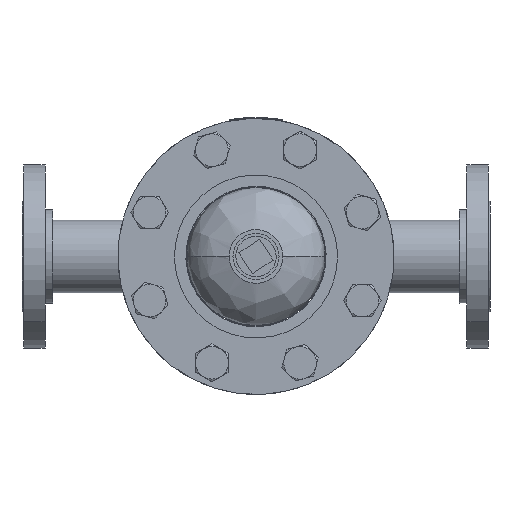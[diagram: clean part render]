
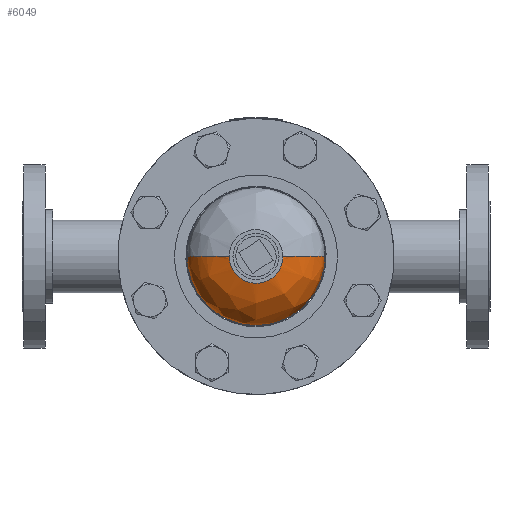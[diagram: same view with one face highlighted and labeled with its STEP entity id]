
A CAD part, front view. The second image highlights one B-rep face of the part: STEP entity #6049.
In plain terms, the highlighted free-form (B-spline) face has degree [3, 3] with [4, 4] control points.
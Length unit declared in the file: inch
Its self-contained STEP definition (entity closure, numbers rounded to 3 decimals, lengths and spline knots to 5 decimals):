
#37 = DIRECTION ( 'NONE',  ( 0., 1., 0. ) ) ;
#163 = DIRECTION ( 'NONE',  ( 1., 0., 0. ) ) ;
#167 = CARTESIAN_POINT ( 'NONE',  ( -1.68031, 2.2471, 0. ) ) ;
#189 = CARTESIAN_POINT ( 'NONE',  ( -2.25, 1.2565, -4.5 ) ) ;
#243 = CARTESIAN_POINT ( 'NONE',  ( -2.25, 1.80184, -4.5 ) ) ;
#302 = CARTESIAN_POINT ( 'NONE',  ( -2.25, 1.80184, 0. ) ) ;
#317 = ORIENTED_EDGE ( 'NONE', *, *, #5556, .F. ) ;
#565 = VERTEX_POINT ( 'NONE', #11190 ) ;
#629 = AXIS2_PLACEMENT_3D ( 'NONE', #8091, #37, #163 ) ;
#997 = EDGE_CURVE ( 'NONE', #1180, #565, #3795, .T. ) ;
#1038 = CARTESIAN_POINT ( 'NONE',  ( -2.25, 1.80184, 0. ) ) ;
#1180 = VERTEX_POINT ( 'NONE', #10671 ) ;
#1275 = VERTEX_POINT ( 'NONE', #8392 ) ;
#1292 = CARTESIAN_POINT ( 'NONE',  ( 0.75, 2.42888, 0. ) ) ;
#1612 = AXIS2_PLACEMENT_3D ( 'NONE', #4413, #9651, #10384 ) ;
#1858 = CARTESIAN_POINT ( 'NONE',  ( 1.68031, 2.2471, 0. ) ) ;
#1979 = CARTESIAN_POINT ( 'NONE',  ( -1.68031, 2.2471, 0. ) ) ;
#2069 = CARTESIAN_POINT ( 'NONE',  ( -0.75, 2.42888, 0. ) ) ;
#2447 = CARTESIAN_POINT ( 'NONE',  ( 0., 1.2565, 0. ) ) ;
#2771 = CARTESIAN_POINT ( 'NONE',  ( -2.25, 1.2565, 0. ) ) ;
#2995 =( BOUNDED_CURVE ( )  B_SPLINE_CURVE ( 3, ( #2771, #1038, #167, #8148 ),
 .UNSPECIFIED., .F., .T. ) 
 B_SPLINE_CURVE_WITH_KNOTS ( ( 4, 4 ),
 ( 0., 1.23096 ),
 .UNSPECIFIED. ) 
 CURVE ( )  GEOMETRIC_REPRESENTATION_ITEM ( )  RATIONAL_B_SPLINE_CURVE ( ( 1., 0.878, 0.878, 1. ) ) 
 REPRESENTATION_ITEM ( '' )  );
#3366 = DIRECTION ( 'NONE',  ( 0., -1., 0. ) ) ;
#3395 = ORIENTED_EDGE ( 'NONE', *, *, #7497, .F. ) ;
#3415 = VERTEX_POINT ( 'NONE', #2069 ) ;
#3724 = CARTESIAN_POINT ( 'NONE',  ( 2.25, 1.80184, -4.5 ) ) ;
#3772 = CARTESIAN_POINT ( 'NONE',  ( -1.68031, 2.2471, -3.36061 ) ) ;
#3795 = CIRCLE ( 'NONE', #6740, 2.25 ) ;
#4413 = CARTESIAN_POINT ( 'NONE',  ( 0., 2.42888, 0. ) ) ;
#4763 = CARTESIAN_POINT ( 'NONE',  ( -0.75, 2.42888, -1.5 ) ) ;
#4824 = ORIENTED_EDGE ( 'NONE', *, *, #10658, .F. ) ;
#5346 = FACE_OUTER_BOUND ( 'NONE', #8635, .T. ) ;
#5347 = ORIENTED_EDGE ( 'NONE', *, *, #997, .F. ) ;
#5556 = EDGE_CURVE ( 'NONE', #6678, #1275, #5635, .T. ) ;
#5616 = ORIENTED_EDGE ( 'NONE', *, *, #7887, .T. ) ;
#5635 = CIRCLE ( 'NONE', #629, 0.75 ) ;
#6049 = ADVANCED_FACE ( 'NONE', ( #5346 ), #7108, .T. ) ;
#6320 = CARTESIAN_POINT ( 'NONE',  ( -2.25, 1.2565, 0. ) ) ;
#6603 = CIRCLE ( 'NONE', #1612, 0.75 ) ;
#6607 = CARTESIAN_POINT ( 'NONE',  ( 0.75, 2.42888, -1.5 ) ) ;
#6678 = VERTEX_POINT ( 'NONE', #6980 ) ;
#6740 = AXIS2_PLACEMENT_3D ( 'NONE', #2447, #3366, #7642 ) ;
#6980 = CARTESIAN_POINT ( 'NONE',  ( 0.75, 2.42888, 0. ) ) ;
#7036 =( BOUNDED_CURVE ( )  B_SPLINE_CURVE ( 3, ( #7118, #9785, #1858, #7404 ),
 .UNSPECIFIED., .F., .T. ) 
 B_SPLINE_CURVE_WITH_KNOTS ( ( 4, 4 ),
 ( 0., 1.23096 ),
 .UNSPECIFIED. ) 
 CURVE ( )  GEOMETRIC_REPRESENTATION_ITEM ( )  RATIONAL_B_SPLINE_CURVE ( ( 1., 0.878, 0.878, 1. ) ) 
 REPRESENTATION_ITEM ( '' )  );
#7108 =( BOUNDED_SURFACE ( )  B_SPLINE_SURFACE ( 3, 3, ( 
 ( #6320, #189, #9906, #8229 ),
 ( #302, #243, #3724, #10792 ),
 ( #1979, #3772, #7287, #10853 ),
 ( #7629, #4763, #6607, #1292 ) ),
 .UNSPECIFIED., .F., .F., .F. ) 
 B_SPLINE_SURFACE_WITH_KNOTS ( ( 4, 4 ),
 ( 4, 4 ),
 ( 0., 1. ),
 ( 0., 1. ),
 .UNSPECIFIED. ) 
 GEOMETRIC_REPRESENTATION_ITEM ( )  RATIONAL_B_SPLINE_SURFACE ( (
 ( 1., 0.333, 0.333, 1.),
 ( 0.878, 0.293, 0.293, 0.878),
 ( 0.878, 0.293, 0.293, 0.878),
 ( 1., 0.333, 0.333, 1.) ) ) 
 REPRESENTATION_ITEM ( '' )  SURFACE ( )  );
#7118 = CARTESIAN_POINT ( 'NONE',  ( 2.25, 1.2565, 0. ) ) ;
#7287 = CARTESIAN_POINT ( 'NONE',  ( 1.68031, 2.2471, -3.36061 ) ) ;
#7404 = CARTESIAN_POINT ( 'NONE',  ( 0.75, 2.42888, 0. ) ) ;
#7497 = EDGE_CURVE ( 'NONE', #565, #6678, #7036, .T. ) ;
#7629 = CARTESIAN_POINT ( 'NONE',  ( -0.75, 2.42888, 0. ) ) ;
#7642 = DIRECTION ( 'NONE',  ( 1., 0., 0. ) ) ;
#7887 = EDGE_CURVE ( 'NONE', #1180, #3415, #2995, .T. ) ;
#8091 = CARTESIAN_POINT ( 'NONE',  ( 0., 2.42888, 0. ) ) ;
#8148 = CARTESIAN_POINT ( 'NONE',  ( -0.75, 2.42888, 0. ) ) ;
#8229 = CARTESIAN_POINT ( 'NONE',  ( 2.25, 1.2565, 0. ) ) ;
#8392 = CARTESIAN_POINT ( 'NONE',  ( 0., 2.42888, -0.75 ) ) ;
#8635 = EDGE_LOOP ( 'NONE', ( #5347, #5616, #4824, #317, #3395 ) ) ;
#9651 = DIRECTION ( 'NONE',  ( 0., 1., 0. ) ) ;
#9785 = CARTESIAN_POINT ( 'NONE',  ( 2.25, 1.80184, 0. ) ) ;
#9906 = CARTESIAN_POINT ( 'NONE',  ( 2.25, 1.2565, -4.5 ) ) ;
#10384 = DIRECTION ( 'NONE',  ( 1., 0., 0. ) ) ;
#10658 = EDGE_CURVE ( 'NONE', #1275, #3415, #6603, .T. ) ;
#10671 = CARTESIAN_POINT ( 'NONE',  ( -2.25, 1.2565, 0. ) ) ;
#10792 = CARTESIAN_POINT ( 'NONE',  ( 2.25, 1.80184, 0. ) ) ;
#10853 = CARTESIAN_POINT ( 'NONE',  ( 1.68031, 2.2471, 0. ) ) ;
#11190 = CARTESIAN_POINT ( 'NONE',  ( 2.25, 1.2565, 0. ) ) ;
